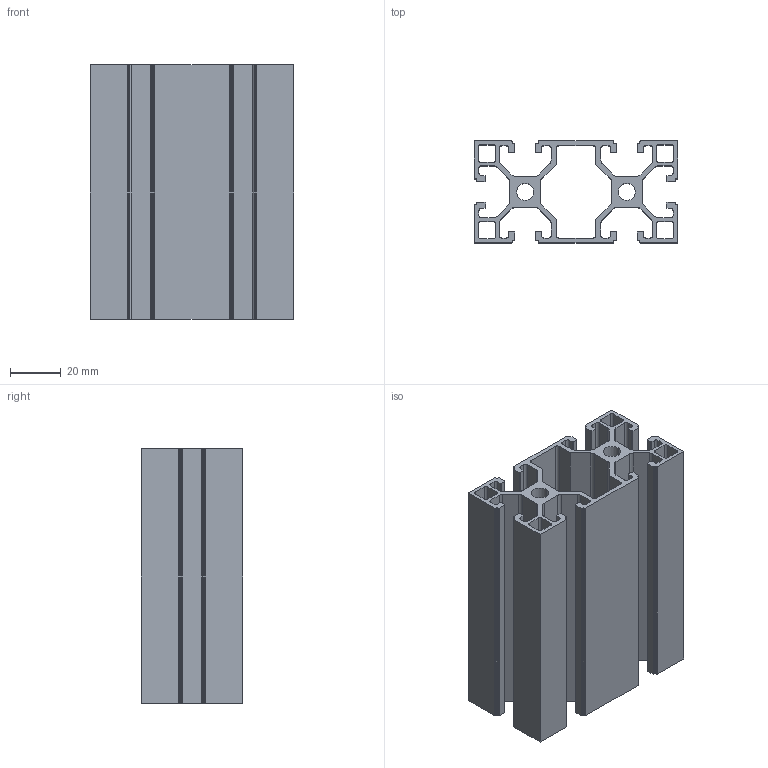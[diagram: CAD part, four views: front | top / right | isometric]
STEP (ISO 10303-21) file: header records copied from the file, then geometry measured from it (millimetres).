
FILE_DESCRIPTION (( 'STEP AP203' ), '1' );
FILE_NAME ('JL-8-4080EGL.STEP', '2019-07-24T02:08:22', ( 'User' ), ( 'China' ), 'SwSTEP 2.0', 'SolidWorks 2015', '' );
FILE_SCHEMA (( 'CONFIG_CONTROL_DESIGN' ));
Length unit declared in the file: millimetre
Products named in the file (1): JL-8-4080EGL
Bounding box: 80 x 40 x 100 mm (x, y, z)
Volume: 85407.9 mm3; surface area: 83788.7 mm2
Topology: 1 solids, 1 shells, 432 faces, 1263 edges, 842 vertices
Faces by surface type: plane 268, cylinder 136, bspline 28
Entity records: 15296 total; most frequent: CARTESIAN_POINT 3646, ORIENTED_EDGE 2526, DIRECTION 2289, EDGE_CURVE 1263, VECTOR 935, LINE 935, VERTEX_POINT 842, AXIS2_PLACEMENT_3D 677
